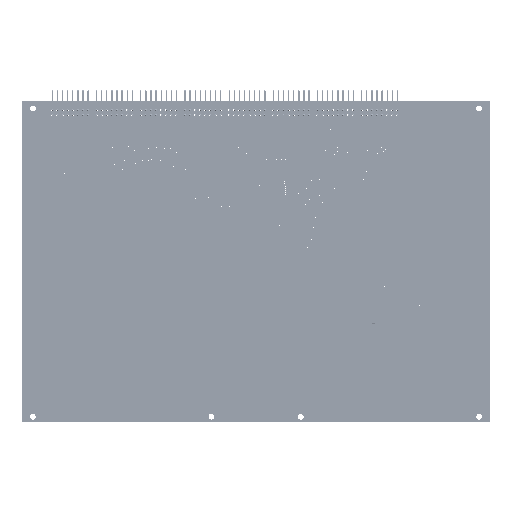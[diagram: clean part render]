
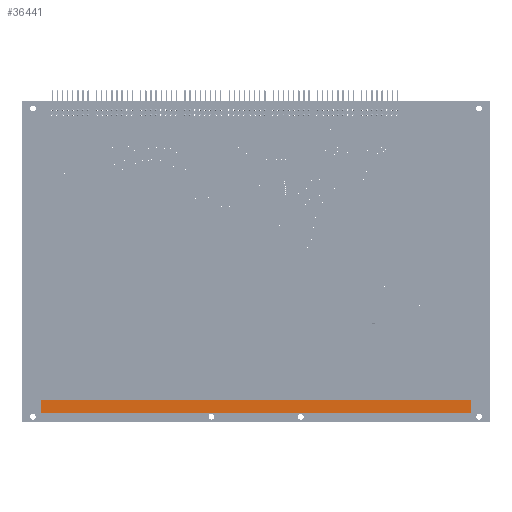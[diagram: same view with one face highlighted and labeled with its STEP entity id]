
A CAD part, top view. The second image highlights one B-rep face of the part: STEP entity #36441.
In plain terms, the highlighted planar face has unit normal (0, 0, 1).
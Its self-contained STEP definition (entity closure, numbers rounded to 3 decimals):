
#2974=PLANE('',#40575);
#4599=FACE_OUTER_BOUND('',#8482,.T.);
#8482=EDGE_LOOP('',(#30514,#30515,#30516,#30517));
#10214=LINE('',#58761,#12552);
#10217=LINE('',#58767,#12555);
#10220=LINE('',#58773,#12558);
#10223=LINE('',#58777,#12561);
#12552=VECTOR('',#49282,10.);
#12555=VECTOR('',#49287,10.);
#12558=VECTOR('',#49292,10.);
#12561=VECTOR('',#49297,10.);
#18266=VERTEX_POINT('',#58758);
#18267=VERTEX_POINT('',#58760);
#18269=VERTEX_POINT('',#58766);
#18271=VERTEX_POINT('',#58772);
#22450=EDGE_CURVE('',#18267,#18266,#10214,.T.);
#22453=EDGE_CURVE('',#18269,#18267,#10217,.T.);
#22456=EDGE_CURVE('',#18271,#18269,#10220,.T.);
#22459=EDGE_CURVE('',#18266,#18271,#10223,.T.);
#30514=ORIENTED_EDGE('',*,*,#22459,.T.);
#30515=ORIENTED_EDGE('',*,*,#22456,.T.);
#30516=ORIENTED_EDGE('',*,*,#22453,.T.);
#30517=ORIENTED_EDGE('',*,*,#22450,.T.);
#36441=ADVANCED_FACE('',(#4599),#2974,.T.);
#40575=AXIS2_PLACEMENT_3D('',#58778,#49298,#49299);
#49282=DIRECTION('',(0.,-1.,0.));
#49287=DIRECTION('',(-1.,0.,0.));
#49292=DIRECTION('',(0.,1.,0.));
#49297=DIRECTION('',(1.,0.,0.));
#49298=DIRECTION('center_axis',(0.,0.,1.));
#49299=DIRECTION('ref_axis',(1.,0.,0.));
#58758=CARTESIAN_POINT('',(4.28,10.63,1.883));
#58760=CARTESIAN_POINT('',(4.28,224.32,1.883));
#58761=CARTESIAN_POINT('',(4.28,10.63,1.883));
#58766=CARTESIAN_POINT('',(10.96,224.32,1.883));
#58767=CARTESIAN_POINT('',(4.28,224.32,1.883));
#58772=CARTESIAN_POINT('',(10.96,10.63,1.883));
#58773=CARTESIAN_POINT('',(10.96,224.32,1.883));
#58777=CARTESIAN_POINT('',(10.96,10.63,1.883));
#58778=CARTESIAN_POINT('Origin',(7.62,117.475,1.883));
